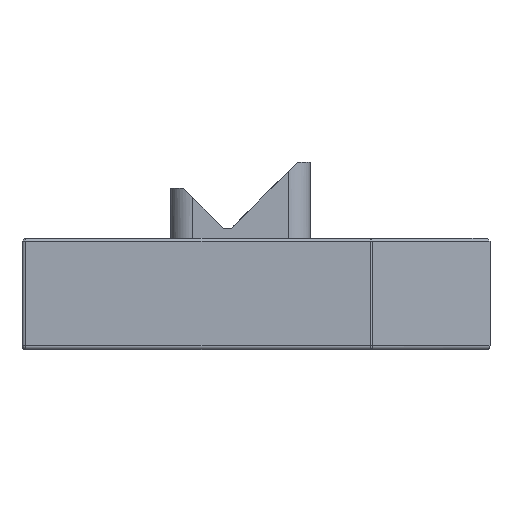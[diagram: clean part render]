
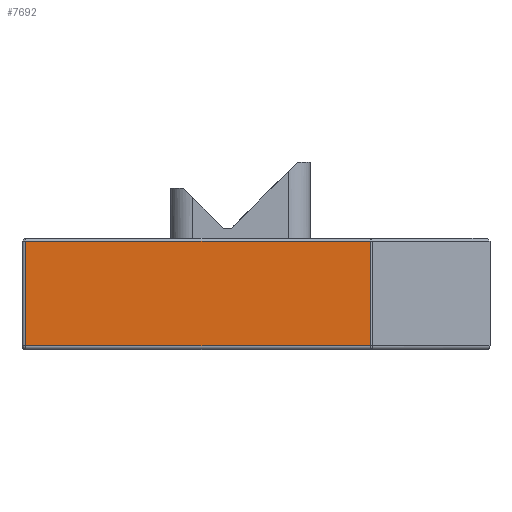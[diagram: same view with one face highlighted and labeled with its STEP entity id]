
A CAD part, left-side view. The second image highlights one B-rep face of the part: STEP entity #7692.
In plain terms, the highlighted planar face has unit normal (-1, 0, 0).
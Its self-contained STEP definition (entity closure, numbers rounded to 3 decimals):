
#308=PLANE('',#8391);
#533=FACE_OUTER_BOUND('',#1024,.T.);
#1024=EDGE_LOOP('',(#5811,#5812,#5813,#5814));
#1687=LINE('',#12474,#2415);
#1706=LINE('',#12525,#2434);
#1707=LINE('',#12529,#2435);
#1708=LINE('',#12530,#2436);
#2415=VECTOR('',#9759,10.);
#2434=VECTOR('',#9816,10.);
#2435=VECTOR('',#9821,10.);
#2436=VECTOR('',#9822,10.);
#3686=VERTEX_POINT('',#12468);
#3687=VERTEX_POINT('',#12472);
#3700=VERTEX_POINT('',#12524);
#3701=VERTEX_POINT('',#12528);
#4456=EDGE_CURVE('',#3686,#3687,#1687,.T.);
#4481=EDGE_CURVE('',#3687,#3700,#1706,.T.);
#4483=EDGE_CURVE('',#3701,#3686,#1707,.T.);
#4484=EDGE_CURVE('',#3700,#3701,#1708,.T.);
#5811=ORIENTED_EDGE('',*,*,#4456,.F.);
#5812=ORIENTED_EDGE('',*,*,#4483,.F.);
#5813=ORIENTED_EDGE('',*,*,#4484,.F.);
#5814=ORIENTED_EDGE('',*,*,#4481,.F.);
#7692=ADVANCED_FACE('',(#533),#308,.T.);
#8391=AXIS2_PLACEMENT_3D('',#12527,#9819,#9820);
#9759=DIRECTION('',(0.,-1.,0.));
#9816=DIRECTION('',(0.,0.,-1.));
#9819=DIRECTION('center_axis',(-1.,0.,0.));
#9820=DIRECTION('ref_axis',(0.,1.,0.));
#9821=DIRECTION('',(0.,0.,1.));
#9822=DIRECTION('',(0.,1.,0.));
#12468=CARTESIAN_POINT('',(0.,67.5,-0.4));
#12472=CARTESIAN_POINT('',(0.,21.117,-0.4));
#12474=CARTESIAN_POINT('',(0.,28.705,-0.4));
#12524=CARTESIAN_POINT('',(0.,21.117,-14.5));
#12525=CARTESIAN_POINT('',(0.,21.117,0.));
#12527=CARTESIAN_POINT('Origin',(0.,20.91,0.));
#12528=CARTESIAN_POINT('',(0.,67.5,-14.5));
#12529=CARTESIAN_POINT('',(0.,67.5,0.));
#12530=CARTESIAN_POINT('',(0.,28.705,-14.5));
